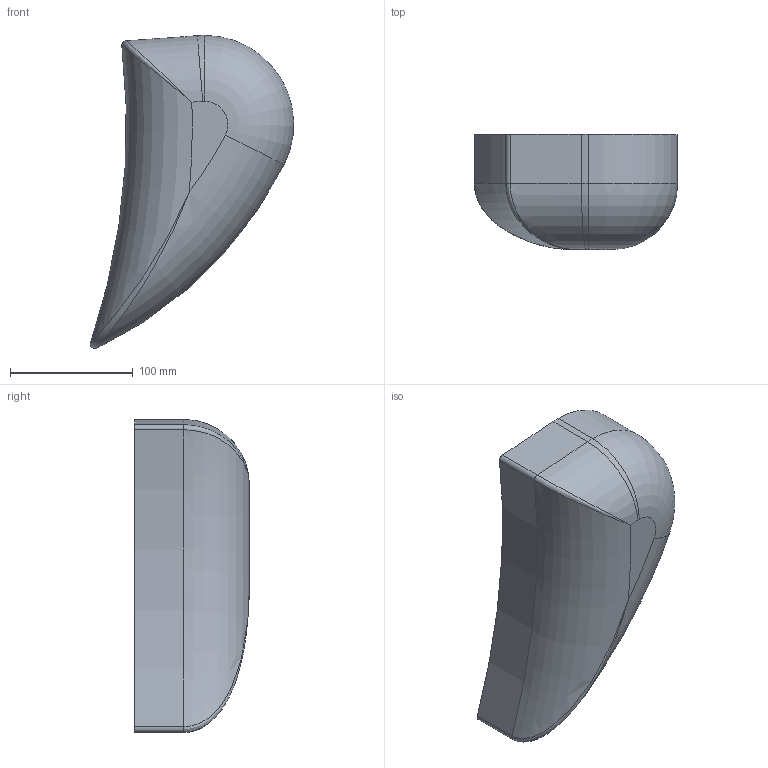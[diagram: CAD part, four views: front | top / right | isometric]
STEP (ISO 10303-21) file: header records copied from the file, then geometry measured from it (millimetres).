
FILE_DESCRIPTION (( 'STEP AP203' ), '1' );
FILE_NAME ('WILDCARD FORM.STEP', '2024-05-17T11:30:54', ( '' ), ( '' ), 'SwSTEP 2.0', 'SolidWorks 2024', '' );
FILE_SCHEMA (( 'CONFIG_CONTROL_DESIGN' ));
Length unit declared in the file: millimetre
Products named in the file (1): WILDCARD FORM
Bounding box: 165.7 x 93.7 x 255.37 mm (x, y, z)
Volume: 2009030.9 mm3; surface area: 97498.5 mm2
Topology: 1 solids, 1 shells, 16 faces, 35 edges, 19 vertices
Faces by surface type: cylinder 7, torus 5, plane 2, bspline 2
Entity records: 908 total; most frequent: CARTESIAN_POINT 489, DIRECTION 81, ORIENTED_EDGE 66, AXIS2_PLACEMENT_3D 37, EDGE_CURVE 33, CIRCLE 22, VERTEX_POINT 19, ADVANCED_FACE 16
